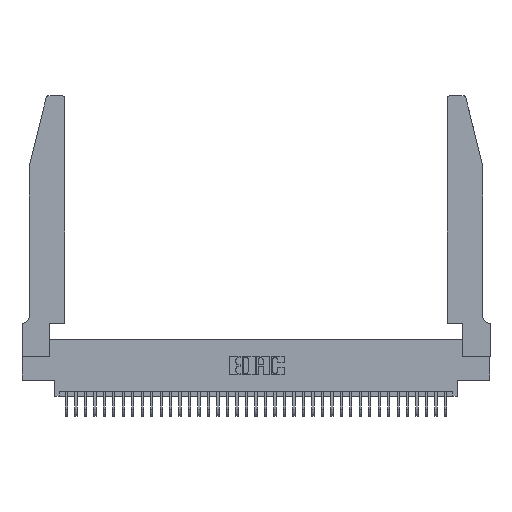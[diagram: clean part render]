
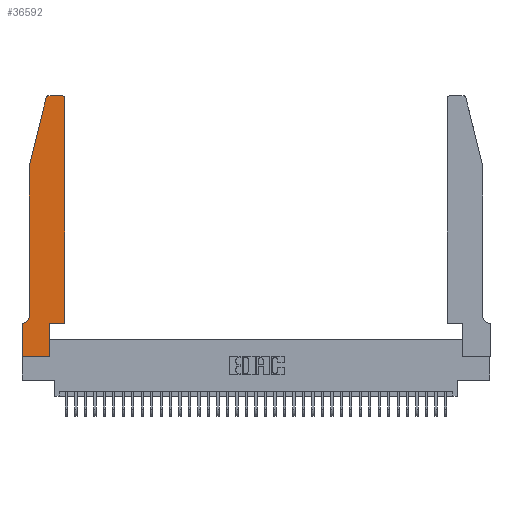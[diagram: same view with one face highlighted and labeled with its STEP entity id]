
A CAD part, top view. The second image highlights one B-rep face of the part: STEP entity #36592.
In plain terms, the highlighted planar face has unit normal (0, 0, 1).
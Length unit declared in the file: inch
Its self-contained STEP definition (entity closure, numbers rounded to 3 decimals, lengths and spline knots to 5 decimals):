
#309 = VERTEX_POINT ( 'NONE', #38574 ) ;
#324 = DIRECTION ( 'NONE',  ( 1., 0., 0. ) ) ;
#343 = CARTESIAN_POINT ( 'NONE',  ( 0., 0., 0.37 ) ) ;
#506 = DIRECTION ( 'NONE',  ( 0., -1., 0. ) ) ;
#689 = VECTOR ( 'NONE', #36156, 39.37008 ) ;
#803 = VECTOR ( 'NONE', #30703, 39.37008 ) ;
#924 = ORIENTED_EDGE ( 'NONE', *, *, #8582, .T. ) ;
#1472 = CARTESIAN_POINT ( 'NONE',  ( 0.25487, 2.72718, 0.37 ) ) ;
#1623 = VERTEX_POINT ( 'NONE', #30754 ) ;
#2870 = CARTESIAN_POINT ( 'NONE',  ( 0.4205, 2.75, 0.37 ) ) ;
#3147 = VERTEX_POINT ( 'NONE', #6963 ) ;
#4095 = LINE ( 'NONE', #30455, #803 ) ;
#4159 = CARTESIAN_POINT ( 'NONE',  ( 0.284, 2.72, 0.37 ) ) ;
#4423 = EDGE_LOOP ( 'NONE', ( #32655, #15976, #924, #12208, #37429, #28766, #35837, #21074, #27720, #12255, #16826, #30790 ) ) ;
#5180 = EDGE_CURVE ( 'NONE', #24943, #19406, #22431, .T. ) ;
#5479 = FACE_OUTER_BOUND ( 'NONE', #4423, .T. ) ;
#5527 = CARTESIAN_POINT ( 'NONE',  ( 0.4205, 2.72, 0.37 ) ) ;
#6425 = CARTESIAN_POINT ( 'NONE',  ( 0.0755, 0.35, 0.37 ) ) ;
#6863 = EDGE_CURVE ( 'NONE', #23045, #35450, #18641, .T. ) ;
#6963 = CARTESIAN_POINT ( 'NONE',  ( 0.0755, 0.42, 0.37 ) ) ;
#7036 = EDGE_CURVE ( 'NONE', #309, #31234, #29433, .T. ) ;
#7052 = CIRCLE ( 'NONE', #36240, 0.03 ) ;
#7124 = CIRCLE ( 'NONE', #37584, 0.07 ) ;
#7420 = VECTOR ( 'NONE', #12053, 39.37008 ) ;
#7617 = VECTOR ( 'NONE', #15605, 39.37008 ) ;
#7767 = CARTESIAN_POINT ( 'NONE',  ( 0.4505, 0.35, 0.37 ) ) ;
#8582 = EDGE_CURVE ( 'NONE', #17940, #36868, #19424, .T. ) ;
#8778 = CARTESIAN_POINT ( 'NONE',  ( 0.2605, 2.75, 0.37 ) ) ;
#9131 = DIRECTION ( 'NONE',  ( 1., 0., 0. ) ) ;
#10348 = LINE ( 'NONE', #15365, #31451 ) ;
#11431 = EDGE_CURVE ( 'NONE', #24565, #17940, #7052, .T. ) ;
#11907 = DIRECTION ( 'NONE',  ( 0., 0., 1. ) ) ;
#12053 = DIRECTION ( 'NONE',  ( 1., 0., 0. ) ) ;
#12208 = ORIENTED_EDGE ( 'NONE', *, *, #32626, .T. ) ;
#12255 = ORIENTED_EDGE ( 'NONE', *, *, #5180, .T. ) ;
#13459 = LINE ( 'NONE', #343, #7420 ) ;
#14231 = CARTESIAN_POINT ( 'NONE',  ( 0., 0., 0.37 ) ) ;
#14261 = CARTESIAN_POINT ( 'NONE',  ( 0.0055, 0.42, 0.37 ) ) ;
#14564 = AXIS2_PLACEMENT_3D ( 'NONE', #5527, #38692, #35543 ) ;
#14712 = VECTOR ( 'NONE', #506, 39.37008 ) ;
#15365 = CARTESIAN_POINT ( 'NONE',  ( 0.2865, 0.35, 0.37 ) ) ;
#15605 = DIRECTION ( 'NONE',  ( -1., 0., 0. ) ) ;
#15888 = DIRECTION ( 'NONE',  ( 1., 0., 0. ) ) ;
#15976 = ORIENTED_EDGE ( 'NONE', *, *, #11431, .T. ) ;
#16110 = CARTESIAN_POINT ( 'NONE',  ( 0., 0.35, 0.37 ) ) ;
#16487 = EDGE_CURVE ( 'NONE', #22144, #23045, #19337, .T. ) ;
#16826 = ORIENTED_EDGE ( 'NONE', *, *, #37195, .T. ) ;
#16854 = EDGE_CURVE ( 'NONE', #3147, #22144, #7124, .T. ) ;
#17446 = DIRECTION ( 'NONE',  ( 0., 0., -1. ) ) ;
#17475 = CARTESIAN_POINT ( 'NONE',  ( 0.284, 2.75, 0.37 ) ) ;
#17940 = VERTEX_POINT ( 'NONE', #1472 ) ;
#18641 = LINE ( 'NONE', #14231, #27557 ) ;
#19337 = LINE ( 'NONE', #6425, #7617 ) ;
#19354 = CARTESIAN_POINT ( 'NONE',  ( 0.0755, 2., 0.37 ) ) ;
#19406 = VERTEX_POINT ( 'NONE', #31549 ) ;
#19424 = LINE ( 'NONE', #30456, #26470 ) ;
#20203 = DIRECTION ( 'NONE',  ( -1., 0., 0. ) ) ;
#21074 = ORIENTED_EDGE ( 'NONE', *, *, #22877, .T. ) ;
#21076 = CARTESIAN_POINT ( 'NONE',  ( 0.0055, 0.35, 0.37 ) ) ;
#21413 = DIRECTION ( 'NONE',  ( 0., 1., 0. ) ) ;
#22144 = VERTEX_POINT ( 'NONE', #21076 ) ;
#22431 = LINE ( 'NONE', #7767, #36494 ) ;
#22877 = EDGE_CURVE ( 'NONE', #35450, #1623, #13459, .T. ) ;
#23045 = VERTEX_POINT ( 'NONE', #16110 ) ;
#23284 = DIRECTION ( 'NONE',  ( 0., -1., 0. ) ) ;
#23733 = LINE ( 'NONE', #8778, #689 ) ;
#24565 = VERTEX_POINT ( 'NONE', #17475 ) ;
#24805 = DIRECTION ( 'NONE',  ( 0., 0., 1. ) ) ;
#24943 = VERTEX_POINT ( 'NONE', #28275 ) ;
#25753 = EDGE_CURVE ( 'NONE', #1623, #24943, #10348, .T. ) ;
#26470 = VECTOR ( 'NONE', #34082, 39.37008 ) ;
#27323 = CARTESIAN_POINT ( 'NONE',  ( 0., 0., 0.37 ) ) ;
#27557 = VECTOR ( 'NONE', #23284, 39.37008 ) ;
#27720 = ORIENTED_EDGE ( 'NONE', *, *, #25753, .T. ) ;
#27836 = LINE ( 'NONE', #32948, #14712 ) ;
#28275 = CARTESIAN_POINT ( 'NONE',  ( 0.2865, 0.35, 0.37 ) ) ;
#28766 = ORIENTED_EDGE ( 'NONE', *, *, #16487, .T. ) ;
#29379 = EDGE_CURVE ( 'NONE', #31234, #24565, #23733, .T. ) ;
#29433 = CIRCLE ( 'NONE', #14564, 0.03 ) ;
#29660 = AXIS2_PLACEMENT_3D ( 'NONE', #33274, #11907, #324 ) ;
#30455 = CARTESIAN_POINT ( 'NONE',  ( 0.4505, 0.35, 0.37 ) ) ;
#30456 = CARTESIAN_POINT ( 'NONE',  ( 0.0755, 2., 0.37 ) ) ;
#30703 = DIRECTION ( 'NONE',  ( 0., 1., 0. ) ) ;
#30754 = CARTESIAN_POINT ( 'NONE',  ( 0.2865, 0., 0.37 ) ) ;
#30790 = ORIENTED_EDGE ( 'NONE', *, *, #7036, .T. ) ;
#31234 = VERTEX_POINT ( 'NONE', #2870 ) ;
#31451 = VECTOR ( 'NONE', #21413, 39.37008 ) ;
#31549 = CARTESIAN_POINT ( 'NONE',  ( 0.4505, 0.35, 0.37 ) ) ;
#32626 = EDGE_CURVE ( 'NONE', #36868, #3147, #27836, .T. ) ;
#32655 = ORIENTED_EDGE ( 'NONE', *, *, #29379, .T. ) ;
#32948 = CARTESIAN_POINT ( 'NONE',  ( 0.0755, 2., 0.37 ) ) ;
#33274 = CARTESIAN_POINT ( 'NONE',  ( 0., 0.35, 0.37 ) ) ;
#34082 = DIRECTION ( 'NONE',  ( -0.239, -0.971, 0. ) ) ;
#35450 = VERTEX_POINT ( 'NONE', #27323 ) ;
#35543 = DIRECTION ( 'NONE',  ( 1., 0., 0. ) ) ;
#35837 = ORIENTED_EDGE ( 'NONE', *, *, #6863, .T. ) ;
#36156 = DIRECTION ( 'NONE',  ( -1., 0., 0. ) ) ;
#36240 = AXIS2_PLACEMENT_3D ( 'NONE', #4159, #24805, #15888 ) ;
#36494 = VECTOR ( 'NONE', #9131, 39.37008 ) ;
#36592 = ADVANCED_FACE ( 'NONE', ( #5479 ), #38783, .T. ) ;
#36868 = VERTEX_POINT ( 'NONE', #19354 ) ;
#37195 = EDGE_CURVE ( 'NONE', #19406, #309, #4095, .T. ) ;
#37429 = ORIENTED_EDGE ( 'NONE', *, *, #16854, .T. ) ;
#37584 = AXIS2_PLACEMENT_3D ( 'NONE', #14261, #17446, #20203 ) ;
#38574 = CARTESIAN_POINT ( 'NONE',  ( 0.4505, 2.72, 0.37 ) ) ;
#38692 = DIRECTION ( 'NONE',  ( 0., 0., 1. ) ) ;
#38783 = PLANE ( 'NONE',  #29660 ) ;
